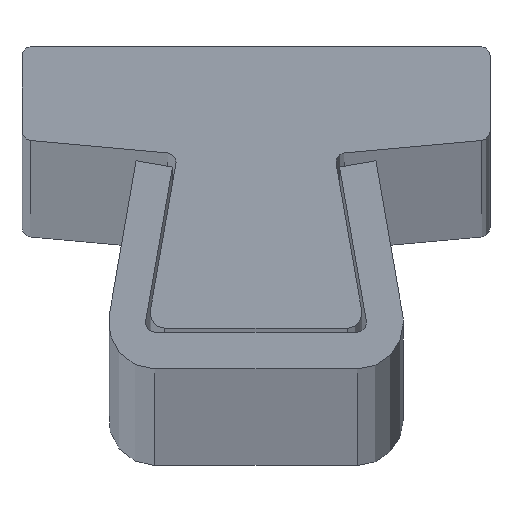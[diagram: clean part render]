
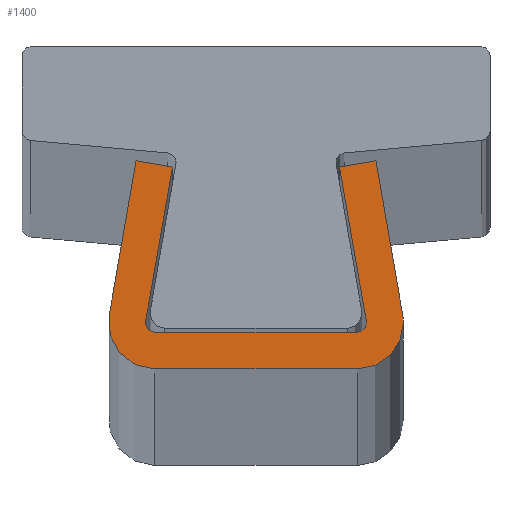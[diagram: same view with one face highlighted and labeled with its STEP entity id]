
A CAD part, top view. The second image highlights one B-rep face of the part: STEP entity #1400.
In plain terms, the highlighted planar face has unit normal (0, 0, 1).
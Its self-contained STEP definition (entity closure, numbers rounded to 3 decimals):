
#46 = DIRECTION ( 'NONE',  ( 0.171, 0.985, 0. ) ) ;
#52 = LINE ( 'NONE', #1279, #994 ) ;
#54 = CIRCLE ( 'NONE', #1443, 0.5 ) ;
#55 = VERTEX_POINT ( 'NONE', #326 ) ;
#59 = AXIS2_PLACEMENT_3D ( 'NONE', #1271, #1261, #90 ) ;
#69 = ORIENTED_EDGE ( 'NONE', *, *, #1605, .T. ) ;
#71 = ORIENTED_EDGE ( 'NONE', *, *, #857, .T. ) ;
#90 = DIRECTION ( 'NONE',  ( 1., 0., 0. ) ) ;
#106 = LINE ( 'NONE', #1045, #1560 ) ;
#118 = LINE ( 'NONE', #262, #1728 ) ;
#127 = DIRECTION ( 'NONE',  ( -0.171, -0.985, 0. ) ) ;
#145 = EDGE_CURVE ( 'NONE', #183, #498, #54, .T. ) ;
#149 = CARTESIAN_POINT ( 'NONE',  ( -5.5, -2.958, 0. ) ) ;
#167 = ORIENTED_EDGE ( 'NONE', *, *, #1011, .T. ) ;
#173 = ORIENTED_EDGE ( 'NONE', *, *, #409, .T. ) ;
#175 = CIRCLE ( 'NONE', #367, 0.5 ) ;
#183 = VERTEX_POINT ( 'NONE', #1283 ) ;
#205 = EDGE_CURVE ( 'NONE', #304, #1270, #118, .T. ) ;
#230 = EDGE_CURVE ( 'NONE', #498, #690, #667, .T. ) ;
#250 = DIRECTION ( 'NONE',  ( 1., 0., 0. ) ) ;
#262 = CARTESIAN_POINT ( 'NONE',  ( -6.506, 5.842, 0. ) ) ;
#263 = ORIENTED_EDGE ( 'NONE', *, *, #936, .T. ) ;
#268 = CARTESIAN_POINT ( 'NONE',  ( 5.5, -2.958, 0. ) ) ;
#272 = ORIENTED_EDGE ( 'NONE', *, *, #230, .T. ) ;
#286 = CARTESIAN_POINT ( 'NONE',  ( 8., -2.958, 0. ) ) ;
#294 = DIRECTION ( 'NONE',  ( 1., 0., 0. ) ) ;
#298 = EDGE_CURVE ( 'NONE', #55, #304, #1611, .T. ) ;
#304 = VERTEX_POINT ( 'NONE', #933 ) ;
#326 = CARTESIAN_POINT ( 'NONE',  ( -5.993, -2.873, 0. ) ) ;
#328 = CARTESIAN_POINT ( 'NONE',  ( -6.506, 5.842, 0. ) ) ;
#344 = VERTEX_POINT ( 'NONE', #1241 ) ;
#367 = AXIS2_PLACEMENT_3D ( 'NONE', #1284, #1708, #508 ) ;
#388 = DIRECTION ( 'NONE',  ( 1., 0., 0. ) ) ;
#396 = AXIS2_PLACEMENT_3D ( 'NONE', #686, #1314, #294 ) ;
#402 = DIRECTION ( 'NONE',  ( 1., 0., 0. ) ) ;
#405 = CARTESIAN_POINT ( 'NONE',  ( 4.536, 5.499, 0. ) ) ;
#406 = DIRECTION ( 'NONE',  ( 0., 0., 1. ) ) ;
#409 = EDGE_CURVE ( 'NONE', #1426, #821, #52, .T. ) ;
#411 = ORIENTED_EDGE ( 'NONE', *, *, #1161, .T. ) ;
#435 = EDGE_CURVE ( 'NONE', #1050, #344, #1672, .T. ) ;
#449 = DIRECTION ( 'NONE',  ( -1., 0., 0. ) ) ;
#451 = VERTEX_POINT ( 'NONE', #286 ) ;
#462 = EDGE_CURVE ( 'NONE', #1270, #1050, #693, .T. ) ;
#465 = DIRECTION ( 'NONE',  ( 1., 0., 0. ) ) ;
#472 = AXIS2_PLACEMENT_3D ( 'NONE', #149, #406, #250 ) ;
#498 = VERTEX_POINT ( 'NONE', #757 ) ;
#499 = VECTOR ( 'NONE', #127, 1000. ) ;
#502 = DIRECTION ( 'NONE',  ( 0.171, -0.985, 0. ) ) ;
#504 = AXIS2_PLACEMENT_3D ( 'NONE', #268, #896, #402 ) ;
#508 = DIRECTION ( 'NONE',  ( 1., 0., 0. ) ) ;
#569 = VERTEX_POINT ( 'NONE', #1471 ) ;
#601 = VERTEX_POINT ( 'NONE', #1330 ) ;
#667 = LINE ( 'NONE', #824, #883 ) ;
#670 = FACE_OUTER_BOUND ( 'NONE', #847, .T. ) ;
#686 = CARTESIAN_POINT ( 'NONE',  ( -5.5, -2.958, 0. ) ) ;
#690 = VERTEX_POINT ( 'NONE', #1615 ) ;
#693 = LINE ( 'NONE', #822, #499 ) ;
#699 = ORIENTED_EDGE ( 'NONE', *, *, #1003, .T. ) ;
#731 = ORIENTED_EDGE ( 'NONE', *, *, #205, .T. ) ;
#757 = CARTESIAN_POINT ( 'NONE',  ( 5.5, -3.458, 0. ) ) ;
#769 = CARTESIAN_POINT ( 'NONE',  ( 5.5, -2.958, 0. ) ) ;
#785 = VECTOR ( 'NONE', #1513, 1000. ) ;
#821 = VERTEX_POINT ( 'NONE', #1258 ) ;
#822 = CARTESIAN_POINT ( 'NONE',  ( -6.506, 5.842, 0. ) ) ;
#824 = CARTESIAN_POINT ( 'NONE',  ( -5.5, -3.458, 0. ) ) ;
#826 = PLANE ( 'NONE',  #396 ) ;
#847 = EDGE_LOOP ( 'NONE', ( #731, #1054, #1548, #69, #1105, #263, #699, #411, #173, #167, #898, #272, #71, #1403 ) ) ;
#857 = EDGE_CURVE ( 'NONE', #690, #55, #175, .T. ) ;
#861 = CIRCLE ( 'NONE', #59, 2.5 ) ;
#883 = VECTOR ( 'NONE', #449, 1000. ) ;
#896 = DIRECTION ( 'NONE',  ( 0., 0., 1. ) ) ;
#898 = ORIENTED_EDGE ( 'NONE', *, *, #145, .T. ) ;
#924 = CARTESIAN_POINT ( 'NONE',  ( 5.5, -5.458, 0. ) ) ;
#933 = CARTESIAN_POINT ( 'NONE',  ( -4.536, 5.499, 0. ) ) ;
#936 = EDGE_CURVE ( 'NONE', #451, #601, #1144, .T. ) ;
#972 = CIRCLE ( 'NONE', #1221, 0.5 ) ;
#994 = VECTOR ( 'NONE', #502, 1000. ) ;
#1003 = EDGE_CURVE ( 'NONE', #601, #569, #1407, .T. ) ;
#1011 = EDGE_CURVE ( 'NONE', #821, #183, #972, .T. ) ;
#1045 = CARTESIAN_POINT ( 'NONE',  ( 6.506, 5.842, 0. ) ) ;
#1050 = VERTEX_POINT ( 'NONE', #1417 ) ;
#1054 = ORIENTED_EDGE ( 'NONE', *, *, #462, .T. ) ;
#1105 = ORIENTED_EDGE ( 'NONE', *, *, #1372, .T. ) ;
#1116 = VECTOR ( 'NONE', #1542, 1000. ) ;
#1144 = CIRCLE ( 'NONE', #504, 2.5 ) ;
#1161 = EDGE_CURVE ( 'NONE', #569, #1426, #106, .T. ) ;
#1183 = VERTEX_POINT ( 'NONE', #924 ) ;
#1221 = AXIS2_PLACEMENT_3D ( 'NONE', #1273, #1677, #465 ) ;
#1225 = CARTESIAN_POINT ( 'NONE',  ( -4.536, 5.499, 0. ) ) ;
#1241 = CARTESIAN_POINT ( 'NONE',  ( -5.5, -5.458, 0. ) ) ;
#1256 = CARTESIAN_POINT ( 'NONE',  ( 7.963, -2.53, 0. ) ) ;
#1258 = CARTESIAN_POINT ( 'NONE',  ( 5.993, -2.873, 0. ) ) ;
#1261 = DIRECTION ( 'NONE',  ( 0., 0., 1. ) ) ;
#1270 = VERTEX_POINT ( 'NONE', #328 ) ;
#1271 = CARTESIAN_POINT ( 'NONE',  ( 5.5, -2.958, 0. ) ) ;
#1273 = CARTESIAN_POINT ( 'NONE',  ( 5.5, -2.958, 0. ) ) ;
#1279 = CARTESIAN_POINT ( 'NONE',  ( 5.993, -2.873, 0. ) ) ;
#1283 = CARTESIAN_POINT ( 'NONE',  ( 6., -2.958, 0. ) ) ;
#1284 = CARTESIAN_POINT ( 'NONE',  ( -5.5, -2.958, 0. ) ) ;
#1314 = DIRECTION ( 'NONE',  ( 0., 0., 1. ) ) ;
#1330 = CARTESIAN_POINT ( 'NONE',  ( 7.963, -2.53, 0. ) ) ;
#1372 = EDGE_CURVE ( 'NONE', #1183, #451, #861, .T. ) ;
#1400 = ADVANCED_FACE ( 'NONE', ( #670 ), #826, .T. ) ;
#1403 = ORIENTED_EDGE ( 'NONE', *, *, #298, .T. ) ;
#1407 = LINE ( 'NONE', #1256, #1116 ) ;
#1417 = CARTESIAN_POINT ( 'NONE',  ( -7.963, -2.53, 0. ) ) ;
#1426 = VERTEX_POINT ( 'NONE', #405 ) ;
#1443 = AXIS2_PLACEMENT_3D ( 'NONE', #769, #1706, #388 ) ;
#1454 = DIRECTION ( 'NONE',  ( -0.985, 0.171, 0. ) ) ;
#1471 = CARTESIAN_POINT ( 'NONE',  ( 6.506, 5.842, 0. ) ) ;
#1513 = DIRECTION ( 'NONE',  ( 1., 0., 0. ) ) ;
#1519 = CARTESIAN_POINT ( 'NONE',  ( -5.5, -5.458, 0. ) ) ;
#1542 = DIRECTION ( 'NONE',  ( -0.171, 0.985, 0. ) ) ;
#1548 = ORIENTED_EDGE ( 'NONE', *, *, #435, .T. ) ;
#1560 = VECTOR ( 'NONE', #1715, 1000. ) ;
#1605 = EDGE_CURVE ( 'NONE', #344, #1183, #1648, .T. ) ;
#1611 = LINE ( 'NONE', #1225, #1638 ) ;
#1615 = CARTESIAN_POINT ( 'NONE',  ( -5.5, -3.458, 0. ) ) ;
#1638 = VECTOR ( 'NONE', #46, 1000. ) ;
#1648 = LINE ( 'NONE', #1519, #785 ) ;
#1672 = CIRCLE ( 'NONE', #472, 2.5 ) ;
#1677 = DIRECTION ( 'NONE',  ( 0., 0., -1. ) ) ;
#1706 = DIRECTION ( 'NONE',  ( 0., 0., -1. ) ) ;
#1708 = DIRECTION ( 'NONE',  ( 0., 0., -1. ) ) ;
#1715 = DIRECTION ( 'NONE',  ( -0.985, -0.171, 0. ) ) ;
#1728 = VECTOR ( 'NONE', #1454, 1000. ) ;
